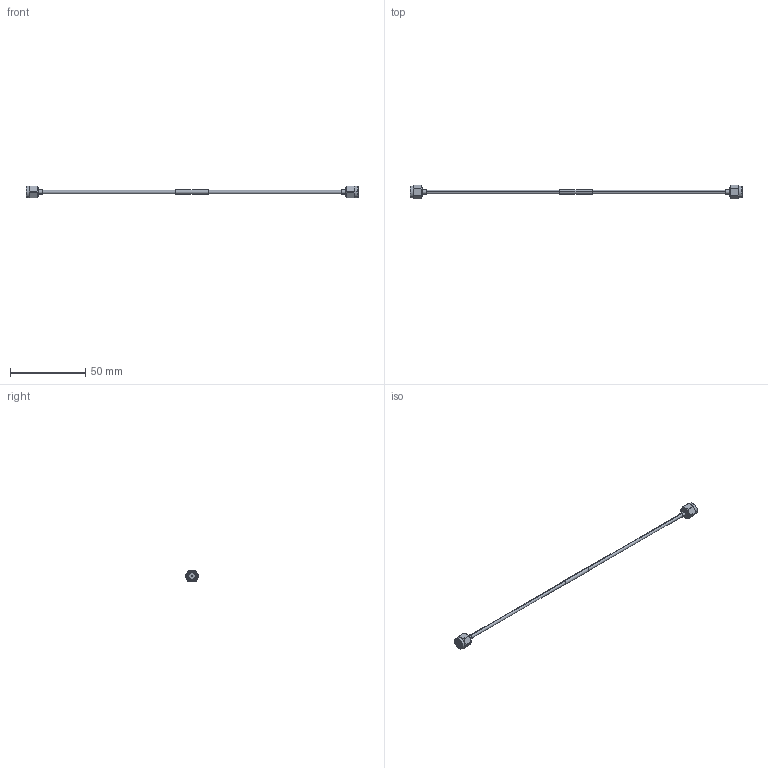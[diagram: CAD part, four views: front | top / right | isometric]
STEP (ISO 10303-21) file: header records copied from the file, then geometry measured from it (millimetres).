
FILE_DESCRIPTION (( 'STEP AP214' ), '1' );
FILE_NAME ('FMCA100395_3D.step', '2025-09-05T22:29:55', ( '' ), ( '' ), 'SwSTEP 2.0', 'SolidWorks 2022', '' );
FILE_SCHEMA (( 'AUTOMOTIVE_DESIGN' ));
Length unit declared in the file: inch
Products named in the file (3): FMCA100395_3D; PE517808; PE-SR405-NM^FMCA100395_WITH LABEL
Assembly tree (3 placements, depth 2):
  FMCA100395_3D
    PE-SR405-NM^FMCA100395_WITH LABEL
    PE517808  x2
Bounding box: 219.96 x 8.99 x 7.94 mm (x, y, z)
Volume: 1465.4 mm3; surface area: 2578.3 mm2
Topology: 3 solids, 3 shells, 156 faces, 364 edges, 232 vertices
Faces by surface type: cylinder 80, plane 36, cone 30, bspline 10
Entity records: 3901 total; most frequent: CARTESIAN_POINT 1838, ORIENTED_EDGE 382, DIRECTION 379, EDGE_CURVE 191, AXIS2_PLACEMENT_3D 158, VERTEX_POINT 122, EDGE_LOOP 93, ADVANCED_FACE 83
